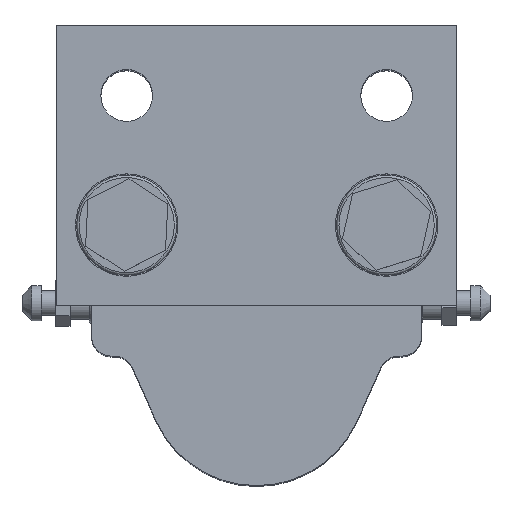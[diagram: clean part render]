
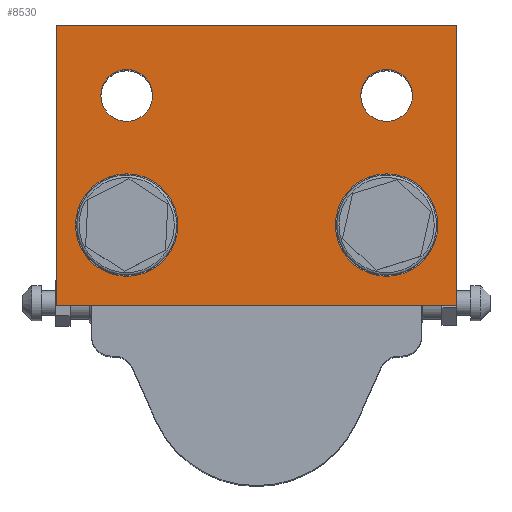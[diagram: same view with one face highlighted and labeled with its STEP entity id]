
A CAD part, top view. The second image highlights one B-rep face of the part: STEP entity #8530.
In plain terms, the highlighted planar face has unit normal (0, 0, 1).
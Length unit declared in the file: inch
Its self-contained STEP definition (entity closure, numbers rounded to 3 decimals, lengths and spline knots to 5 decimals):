
#8252=CARTESIAN_POINT('',(1.23746,-0.46341,0.188));
#8253=VERTEX_POINT('',#8252);
#8254=CARTESIAN_POINT('',(0.91746,-0.46341,0.188));
#8255=DIRECTION('',(0.0,0.0,-1.0));
#8256=DIRECTION('',(-1.0,0.0,0.0));
#8257=AXIS2_PLACEMENT_3D('',#8254,#8255,#8256);
#8258=CIRCLE('',#8257,0.32);
#8259=EDGE_CURVE('',#8253,#8253,#8258,.T.);
#8280=CARTESIAN_POINT('',(-0.38654,-0.46341,0.188));
#8281=VERTEX_POINT('',#8280);
#8282=CARTESIAN_POINT('',(-0.70654,-0.46341,0.188));
#8283=DIRECTION('',(0.0,0.0,-1.0));
#8284=DIRECTION('',(-1.0,0.0,0.0));
#8285=AXIS2_PLACEMENT_3D('',#8282,#8283,#8284);
#8286=CIRCLE('',#8285,0.32);
#8287=EDGE_CURVE('',#8281,#8281,#8286,.T.);
#8308=CARTESIAN_POINT('',(1.07896,0.34659,0.188));
#8309=VERTEX_POINT('',#8308);
#8310=CARTESIAN_POINT('',(0.91746,0.34659,0.188));
#8311=DIRECTION('',(0.0,0.0,-1.0));
#8312=DIRECTION('',(-1.0,0.0,0.0));
#8313=AXIS2_PLACEMENT_3D('',#8310,#8311,#8312);
#8314=CIRCLE('',#8313,0.1615);
#8315=EDGE_CURVE('',#8309,#8309,#8314,.T.);
#8336=CARTESIAN_POINT('',(-0.54504,0.34659,0.188));
#8337=VERTEX_POINT('',#8336);
#8338=CARTESIAN_POINT('',(-0.70654,0.34659,0.188));
#8339=DIRECTION('',(0.0,0.0,-1.0));
#8340=DIRECTION('',(-1.0,0.0,0.0));
#8341=AXIS2_PLACEMENT_3D('',#8338,#8339,#8340);
#8342=CIRCLE('',#8341,0.1615);
#8343=EDGE_CURVE('',#8337,#8337,#8342,.T.);
#8364=CARTESIAN_POINT('',(-1.14454,0.78459,0.188));
#8365=VERTEX_POINT('',#8364);
#8366=CARTESIAN_POINT('',(1.35546,0.78459,0.188));
#8367=VERTEX_POINT('',#8366);
#8368=CARTESIAN_POINT('',(-1.14454,0.78459,0.188));
#8369=DIRECTION('',(1.0,0.0,0.0));
#8370=VECTOR('',#8369,2.5);
#8371=LINE('',#8368,#8370);
#8372=EDGE_CURVE('',#8365,#8367,#8371,.T.);
#8404=CARTESIAN_POINT('',(1.35546,-0.96541,0.188));
#8405=VERTEX_POINT('',#8404);
#8406=CARTESIAN_POINT('',(1.35546,0.78459,0.188));
#8407=DIRECTION('',(0.0,-1.0,0.0));
#8408=VECTOR('',#8407,1.75);
#8409=LINE('',#8406,#8408);
#8410=EDGE_CURVE('',#8367,#8405,#8409,.T.);
#8435=CARTESIAN_POINT('',(-1.14454,-0.96541,0.188));
#8436=VERTEX_POINT('',#8435);
#8437=CARTESIAN_POINT('',(1.35546,-0.96541,0.188));
#8438=DIRECTION('',(-1.0,0.0,0.0));
#8439=VECTOR('',#8438,2.5);
#8440=LINE('',#8437,#8439);
#8441=EDGE_CURVE('',#8405,#8436,#8440,.T.);
#8466=CARTESIAN_POINT('',(-1.14454,-0.96541,0.188));
#8467=DIRECTION('',(0.0,1.0,0.0));
#8468=VECTOR('',#8467,1.75);
#8469=LINE('',#8466,#8468);
#8470=EDGE_CURVE('',#8436,#8365,#8469,.T.);
#8507=CARTESIAN_POINT('',(0.10546,-0.09041,0.188));
#8508=DIRECTION('',(0.0,0.0,1.0));
#8509=DIRECTION('',(1.0,0.0,0.0));
#8510=AXIS2_PLACEMENT_3D('',#8507,#8508,#8509);
#8511=PLANE('',#8510);
#8512=ORIENTED_EDGE('',*,*,#8372,.F.);
#8513=ORIENTED_EDGE('',*,*,#8470,.F.);
#8514=ORIENTED_EDGE('',*,*,#8441,.F.);
#8515=ORIENTED_EDGE('',*,*,#8410,.F.);
#8516=EDGE_LOOP('',(#8512,#8513,#8514,#8515));
#8517=FACE_OUTER_BOUND('',#8516,.T.);
#8518=ORIENTED_EDGE('',*,*,#8259,.T.);
#8519=EDGE_LOOP('',(#8518));
#8520=FACE_BOUND('',#8519,.T.);
#8521=ORIENTED_EDGE('',*,*,#8287,.T.);
#8522=EDGE_LOOP('',(#8521));
#8523=FACE_BOUND('',#8522,.T.);
#8524=ORIENTED_EDGE('',*,*,#8315,.T.);
#8525=EDGE_LOOP('',(#8524));
#8526=FACE_BOUND('',#8525,.T.);
#8527=ORIENTED_EDGE('',*,*,#8343,.T.);
#8528=EDGE_LOOP('',(#8527));
#8529=FACE_BOUND('',#8528,.T.);
#8530=ADVANCED_FACE('',(#8517,#8520,#8523,#8526,#8529),#8511,.T.);
